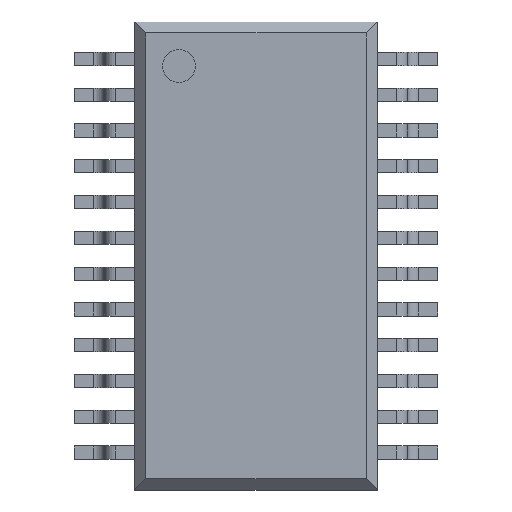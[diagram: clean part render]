
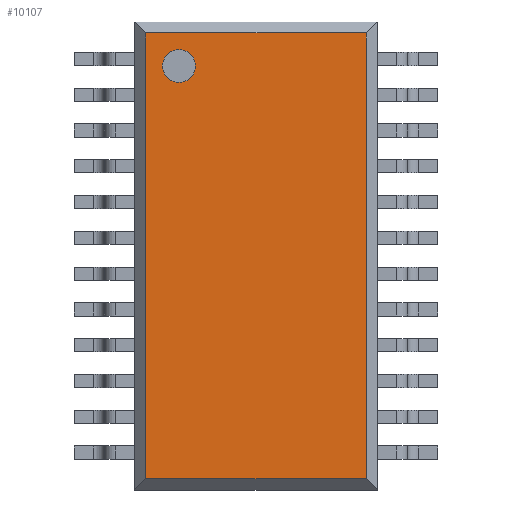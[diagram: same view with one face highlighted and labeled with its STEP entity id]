
A CAD part, top view. The second image highlights one B-rep face of the part: STEP entity #10107.
In plain terms, the highlighted planar face has unit normal (0, 0, 1).
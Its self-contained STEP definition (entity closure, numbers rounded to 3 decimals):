
#139 = EDGE_LOOP ( 'NONE', ( #911, #922, #929, #1016 ) ) ;
#158 = EDGE_LOOP ( 'NONE', ( #907, #1014 ) ) ;
#207 = VERTEX_POINT ( 'NONE', #461 ) ;
#211 = VERTEX_POINT ( 'NONE', #472 ) ;
#262 = VERTEX_POINT ( 'NONE', #592 ) ;
#265 = VERTEX_POINT ( 'NONE', #568 ) ;
#461 = CARTESIAN_POINT ( 'NONE',  ( 2., -3.4, 1.05 ) ) ;
#472 = CARTESIAN_POINT ( 'NONE',  ( -2., 4.7, 1.05 ) ) ;
#568 = CARTESIAN_POINT ( 'NONE',  ( -2., -3.4, 1.05 ) ) ;
#592 = CARTESIAN_POINT ( 'NONE',  ( 2., 4.7, 1.05 ) ) ;
#907 = ORIENTED_EDGE ( 'NONE', *, *, #3521, .F. ) ;
#911 = ORIENTED_EDGE ( 'NONE', *, *, #3523, .T. ) ;
#922 = ORIENTED_EDGE ( 'NONE', *, *, #3522, .T. ) ;
#929 = ORIENTED_EDGE ( 'NONE', *, *, #3524, .T. ) ;
#967 = VERTEX_POINT ( 'NONE', #10494 ) ;
#1014 = ORIENTED_EDGE ( 'NONE', *, *, #10167, .F. ) ;
#1016 = ORIENTED_EDGE ( 'NONE', *, *, #3525, .T. ) ;
#1026 = VERTEX_POINT ( 'NONE', #10350 ) ;
#1234 = CIRCLE ( 'NONE', #1237, 0.3 ) ;
#1237 = AXIS2_PLACEMENT_3D ( 'NONE', #8205, #8206, #8207 ) ;
#1238 = VECTOR ( 'NONE', #8209, 1000. ) ;
#1239 = VECTOR ( 'NONE', #8211, 1000. ) ;
#1240 = VECTOR ( 'NONE', #8213, 1000. ) ;
#1241 = VECTOR ( 'NONE', #8215, 1000. ) ;
#1485 = AXIS2_PLACEMENT_3D ( 'NONE', #9325, #9326, #9327 ) ;
#1563 = CIRCLE ( 'NONE', #1565, 0.3 ) ;
#1565 = AXIS2_PLACEMENT_3D ( 'NONE', #9609, #9610, #9611 ) ;
#3521 = EDGE_CURVE ( 'NONE', #967, #1026, #1234, .T. ) ;
#3522 = EDGE_CURVE ( 'NONE', #207, #262, #4864, .T. ) ;
#3523 = EDGE_CURVE ( 'NONE', #265, #207, #4865, .T. ) ;
#3524 = EDGE_CURVE ( 'NONE', #262, #211, #4866, .T. ) ;
#3525 = EDGE_CURVE ( 'NONE', #211, #265, #4867, .T. ) ;
#4864 = LINE ( 'NONE', #8208, #1238 ) ;
#4865 = LINE ( 'NONE', #8210, #1239 ) ;
#4866 = LINE ( 'NONE', #8212, #1240 ) ;
#4867 = LINE ( 'NONE', #8214, #1241 ) ;
#5053 = FACE_BOUND ( 'NONE', #158, .T. ) ;
#5054 = FACE_OUTER_BOUND ( 'NONE', #139, .T. ) ;
#8205 = CARTESIAN_POINT ( 'NONE',  ( -1.4, 4.1, 1.05 ) ) ;
#8206 = DIRECTION ( 'NONE',  ( 0., 0., 1. ) ) ;
#8207 = DIRECTION ( 'NONE',  ( 1., 0., 0. ) ) ;
#8208 = CARTESIAN_POINT ( 'NONE',  ( 2., 4.9, 1.05 ) ) ;
#8209 = DIRECTION ( 'NONE',  ( 0., 1., 0. ) ) ;
#8210 = CARTESIAN_POINT ( 'NONE',  ( 2.2, -3.4, 1.05 ) ) ;
#8211 = DIRECTION ( 'NONE',  ( 1., 0., 0. ) ) ;
#8212 = CARTESIAN_POINT ( 'NONE',  ( -2.2, 4.7, 1.05 ) ) ;
#8213 = DIRECTION ( 'NONE',  ( -1., 0., 0. ) ) ;
#8214 = CARTESIAN_POINT ( 'NONE',  ( -2., -3.6, 1.05 ) ) ;
#8215 = DIRECTION ( 'NONE',  ( 0., -1., 0. ) ) ;
#9324 = PLANE ( 'NONE',  #1485 ) ;
#9325 = CARTESIAN_POINT ( 'NONE',  ( -2.2, -3.6, 1.05 ) ) ;
#9326 = DIRECTION ( 'NONE',  ( 0., 0., 1. ) ) ;
#9327 = DIRECTION ( 'NONE',  ( 1., 0., 0. ) ) ;
#9609 = CARTESIAN_POINT ( 'NONE',  ( -1.4, 4.1, 1.05 ) ) ;
#9610 = DIRECTION ( 'NONE',  ( 0., 0., 1. ) ) ;
#9611 = DIRECTION ( 'NONE',  ( 1., 0., 0. ) ) ;
#10107 = ADVANCED_FACE ( 'NONE', ( #5053, #5054 ), #9324, .T. ) ;
#10167 = EDGE_CURVE ( 'NONE', #1026, #967, #1563, .T. ) ;
#10350 = CARTESIAN_POINT ( 'NONE',  ( -1.7, 4.1, 1.05 ) ) ;
#10494 = CARTESIAN_POINT ( 'NONE',  ( -1.1, 4.1, 1.05 ) ) ;
